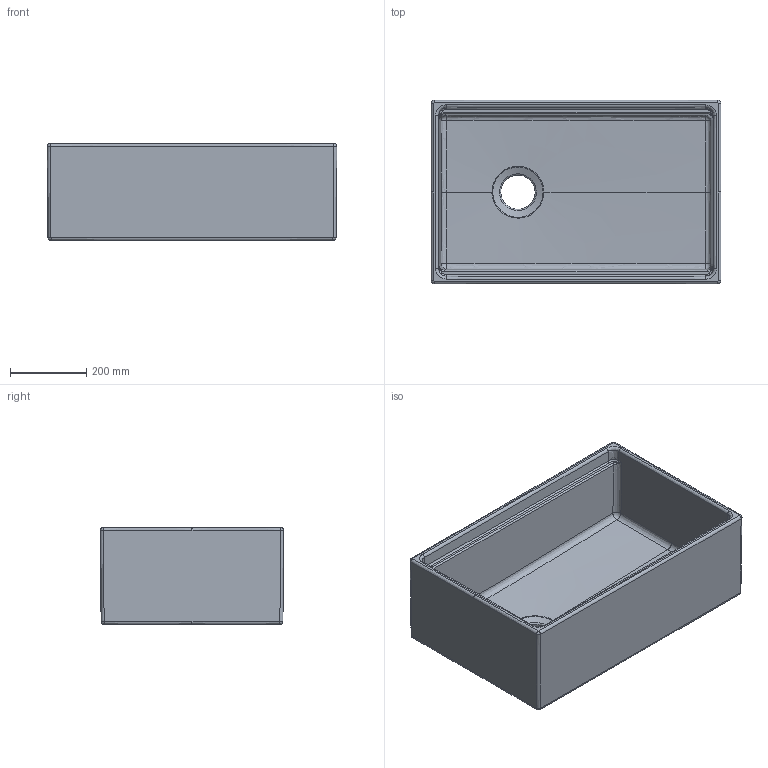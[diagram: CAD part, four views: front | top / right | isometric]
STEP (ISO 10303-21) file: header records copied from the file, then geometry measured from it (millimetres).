
FILE_DESCRIPTION(/* description */ (''),/* implementation_level */ '2;1');
FILE_NAME(/* name */ '1344 yeni version.stp',/* time_stamp */ '2018-03-22T08:16:52+03:00',/* author */ (''),/* organization */ (''),/* preprocessor_version */ 'ST-DEVELOPER v16',/* originating_system */ 'SIEMENS PLM Software NX 11.0',/* authorisation */ '');
FILE_SCHEMA (('AP203_CONFIGURATION_CONTROLLED_3D_DESIGN_OF_MECHANICAL_PARTS_AND_ASSEMBLIES_MIM_LF { 1 0 10303 403 2 1 2}'));
Length unit declared in the file: millimetre
Products named in the file (1): DellA6A0831Bz6t2
Bounding box: 761.98 x 482.53 x 254.04 mm (x, y, z)
Volume: 22008438 mm3; surface area: 1835748.8 mm2
Topology: 1 solids, 1 shells, 340 faces, 776 edges, 440 vertices
Faces by surface type: bspline 262, cylinder 39, plane 34, sphere 4, cone 1
Entity records: 17271 total; most frequent: CARTESIAN_POINT 11372, ORIENTED_EDGE 1542, EDGE_CURVE 771, DIRECTION 725, B_SPLINE_CURVE_WITH_KNOTS 449, VERTEX_POINT 440, EDGE_LOOP 349, ADVANCED_FACE 340
